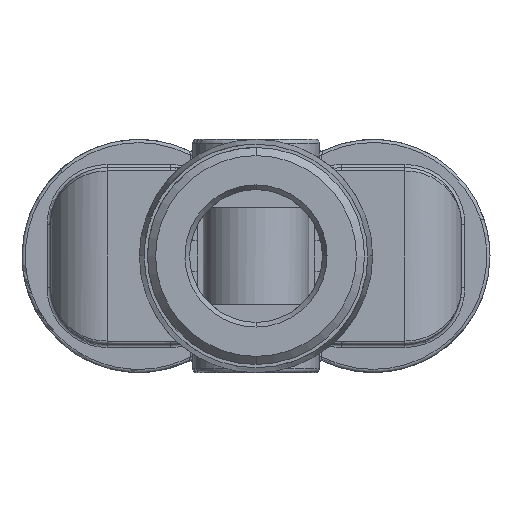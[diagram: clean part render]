
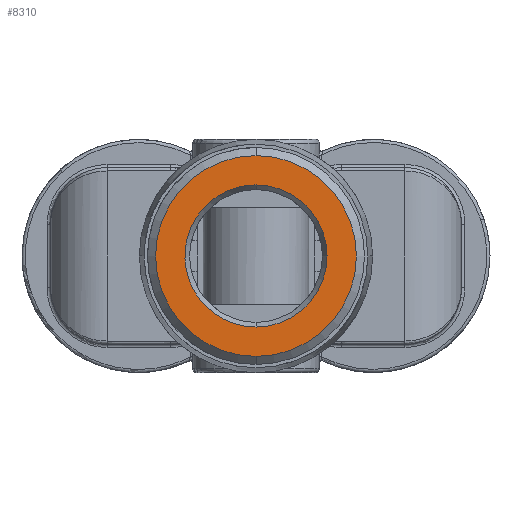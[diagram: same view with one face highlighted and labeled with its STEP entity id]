
A CAD part, front view. The second image highlights one B-rep face of the part: STEP entity #8310.
In plain terms, the highlighted planar face has unit normal (0, -1, 0).
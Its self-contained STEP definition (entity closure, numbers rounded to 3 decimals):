
#8231=CARTESIAN_POINT('Axis2P3D Location',(0.,-5.7,0.)) ;
#8235=CARTESIAN_POINT('Vertex',(0.,-5.7,-6.2)) ;
#8237=CARTESIAN_POINT('Vertex',(0.,-5.7,6.2)) ;
#8257=CARTESIAN_POINT('Axis2P3D Location',(0.,-5.7,0.)) ;
#8262=CARTESIAN_POINT('Axis2P3D Location',(0.,-5.7,0.)) ;
#8271=CARTESIAN_POINT('Axis2P3D Location',(0.,-5.7,0.)) ;
#8275=CARTESIAN_POINT('Vertex',(0.,-5.7,-4.389)) ;
#8277=CARTESIAN_POINT('Vertex',(0.,-5.7,4.389)) ;
#8281=CARTESIAN_POINT('Control Point',(0.,-5.7,-4.389)) ;
#8282=CARTESIAN_POINT('Control Point',(-0.411,-5.7,-4.389)) ;
#8283=CARTESIAN_POINT('Control Point',(-0.821,-5.7,-4.341)) ;
#8284=CARTESIAN_POINT('Control Point',(-1.224,-5.7,-4.245)) ;
#8285=CARTESIAN_POINT('Control Point',(-2.,-5.7,-3.96)) ;
#8286=CARTESIAN_POINT('Control Point',(-2.69,-5.7,-3.504)) ;
#8287=CARTESIAN_POINT('Control Point',(-3.006,-5.7,-3.237)) ;
#8288=CARTESIAN_POINT('Control Point',(-3.571,-5.7,-2.633)) ;
#8289=CARTESIAN_POINT('Control Point',(-3.981,-5.7,-1.915)) ;
#8290=CARTESIAN_POINT('Control Point',(-4.143,-5.7,-1.534)) ;
#8291=CARTESIAN_POINT('Control Point',(-4.374,-5.7,-0.741)) ;
#8292=CARTESIAN_POINT('Control Point',(-4.417,-5.7,0.085)) ;
#8293=CARTESIAN_POINT('Control Point',(-4.389,-5.7,0.498)) ;
#8294=CARTESIAN_POINT('Control Point',(-4.239,-5.7,1.311)) ;
#8295=CARTESIAN_POINT('Control Point',(-3.904,-5.7,2.067)) ;
#8296=CARTESIAN_POINT('Control Point',(-3.693,-5.7,2.424)) ;
#8297=CARTESIAN_POINT('Control Point',(-3.192,-5.7,3.081)) ;
#8298=CARTESIAN_POINT('Control Point',(-2.553,-5.7,3.605)) ;
#8299=CARTESIAN_POINT('Control Point',(-2.204,-5.7,3.829)) ;
#8300=CARTESIAN_POINT('Control Point',(-1.565,-5.7,4.138)) ;
#8301=CARTESIAN_POINT('Control Point',(-0.88,-5.7,4.315)) ;
#8302=CARTESIAN_POINT('Control Point',(-0.589,-5.7,4.364)) ;
#8303=CARTESIAN_POINT('Control Point',(-0.294,-5.7,4.389)) ;
#8304=CARTESIAN_POINT('Control Point',(0.,-5.7,4.389)) ;
#8232=DIRECTION('Axis2P3D Direction',(0.,1.,0.)) ;
#8258=DIRECTION('Axis2P3D Direction',(0.,-1.,0.)) ;
#8259=DIRECTION('Axis2P3D XDirection',(0.,0.,1.)) ;
#8263=DIRECTION('Axis2P3D Direction',(0.,-1.,0.)) ;
#8272=DIRECTION('Axis2P3D Direction',(0.,-1.,0.)) ;
#8233=AXIS2_PLACEMENT_3D('Circle Axis2P3D',#8231,#8232,$) ;
#8260=AXIS2_PLACEMENT_3D('Plane Axis2P3D',#8257,#8258,#8259) ;
#8264=AXIS2_PLACEMENT_3D('Circle Axis2P3D',#8262,#8263,$) ;
#8273=AXIS2_PLACEMENT_3D('Circle Axis2P3D',#8271,#8272,$) ;
#8268=ORIENTED_EDGE('',*,*,#8239,.F.) ;
#8269=ORIENTED_EDGE('',*,*,#8266,.T.) ;
#8307=ORIENTED_EDGE('',*,*,#8279,.F.) ;
#8308=ORIENTED_EDGE('',*,*,#8305,.T.) ;
#8309=FACE_BOUND('',#8306,.T.) ;
#8310=ADVANCED_FACE('MANIFOLD_SOLID_BREP #7887',(#8270,#8309),#8261,.T.) ;
#8280=B_SPLINE_CURVE_WITH_KNOTS('',5,(#8281,#8282,#8283,#8284,#8285,#8286,#8287,#8288,#8289,#8290,#8291,#8292,#8293,#8294,#8295,#8296,#8297,#8298,#8299,#8300,#8301,#8302,#8303,#8304),.UNSPECIFIED.,.F.,.U.,(6,3,3,3,3,3,3,6),(0.,2.903,5.806,8.708,11.611,14.514,17.417,19.498),.UNSPECIFIED.) ;
#8234=CIRCLE('generated circle',#8233,6.2) ;
#8265=CIRCLE('generated circle',#8264,6.2) ;
#8274=CIRCLE('generated circle',#8273,4.389) ;
#8239=EDGE_CURVE('',#8236,#8238,#8234,.T.) ;
#8266=EDGE_CURVE('',#8236,#8238,#8265,.T.) ;
#8279=EDGE_CURVE('',#8276,#8278,#8274,.T.) ;
#8305=EDGE_CURVE('',#8276,#8278,#8280,.T.) ;
#8267=EDGE_LOOP('',(#8268,#8269)) ;
#8306=EDGE_LOOP('',(#8307,#8308)) ;
#8270=FACE_OUTER_BOUND('',#8267,.T.) ;
#8261=PLANE('',#8260) ;
#8236=VERTEX_POINT('',#8235) ;
#8238=VERTEX_POINT('',#8237) ;
#8276=VERTEX_POINT('',#8275) ;
#8278=VERTEX_POINT('',#8277) ;
